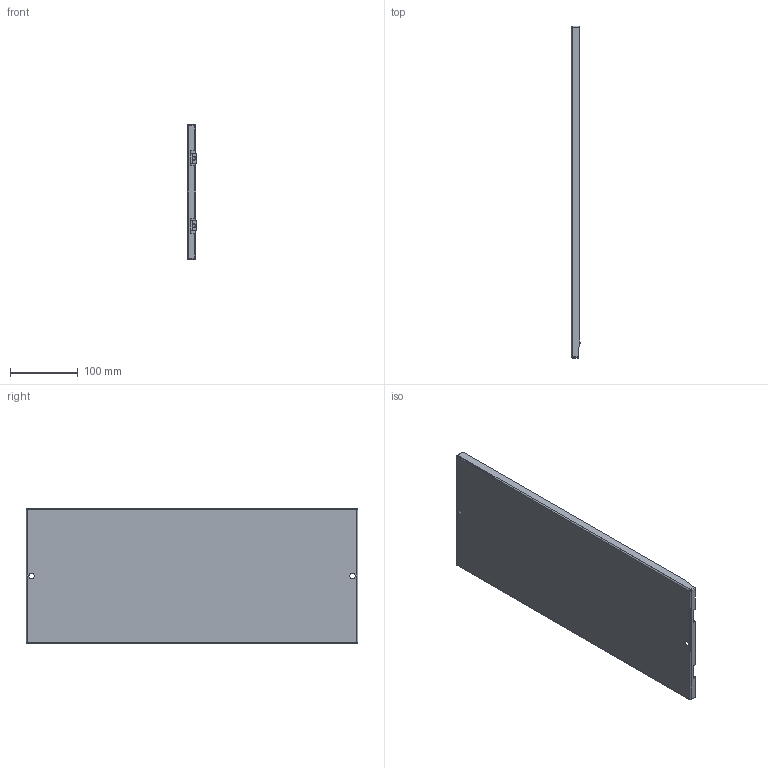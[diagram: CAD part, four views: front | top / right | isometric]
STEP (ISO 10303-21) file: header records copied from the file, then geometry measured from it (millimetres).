
FILE_DESCRIPTION(('CATIA V5 STEP Exchange'),'2;1');
FILE_NAME('EH2062K.stp','2014-09-17T10:02:13+00:00',('none'),('none'),'CATIA Version 5 Release 20 SP 6 (IN-10)','CATIA V5 STEP AP203','none');
FILE_SCHEMA(('CONFIG_CONTROL_DESIGN'));
Length unit declared in the file: millimetre
Products named in the file (1): 850581_903_01_PANNELLO_CIECO_H=0200_L=0600_ESTETICO____3PA
Bounding box: 14 x 489.5 x 199 mm (x, y, z)
Volume: 135123.4 mm3; surface area: 227240.4 mm2
Topology: 3 solids, 3 shells, 162 faces, 404 edges, 230 vertices
Faces by surface type: plane 66, cylinder 52, sphere 28, cone 16
Entity records: 4528 total; most frequent: CARTESIAN_POINT 989, ORIENTED_EDGE 752, DIRECTION 615, EDGE_CURVE 376, AXIS2_PLACEMENT_3D 254, VERTEX_POINT 230, VECTOR 224, LINE 224
